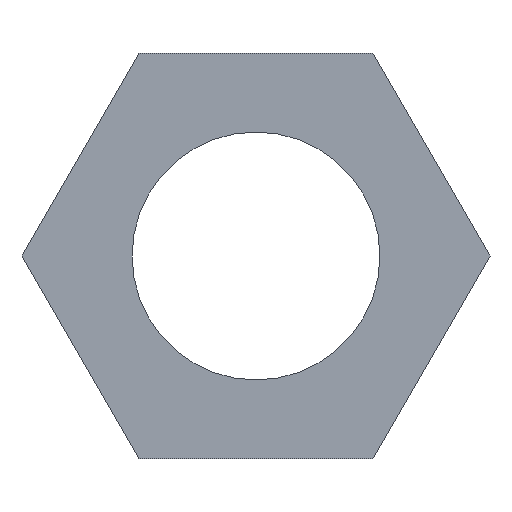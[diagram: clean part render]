
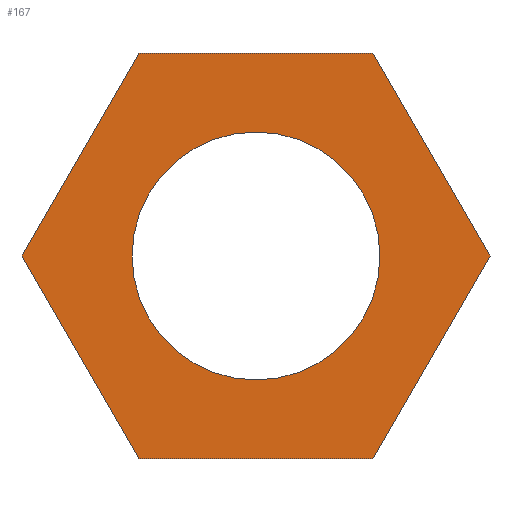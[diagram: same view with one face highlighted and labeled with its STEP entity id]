
A CAD part, front view. The second image highlights one B-rep face of the part: STEP entity #167.
In plain terms, the highlighted planar face has unit normal (0, -1, 0).
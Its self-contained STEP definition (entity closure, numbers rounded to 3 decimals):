
#15=LINE('',#233,#33);
#19=LINE('',#241,#37);
#22=LINE('',#247,#40);
#25=LINE('',#253,#43);
#28=LINE('',#259,#46);
#31=LINE('',#264,#49);
#33=VECTOR('',#192,4.495);
#37=VECTOR('',#198,4.495);
#40=VECTOR('',#203,4.495);
#43=VECTOR('',#208,4.495);
#46=VECTOR('',#213,4.495);
#49=VECTOR('',#218,4.495);
#57=PLANE('',#180);
#60=FACE_BOUND('',#80,.T.);
#69=FACE_OUTER_BOUND('',#79,.T.);
#79=EDGE_LOOP('',(#145,#146,#147,#148,#149,#150));
#80=EDGE_LOOP('',(#151));
#84=CIRCLE('',#173,2.382);
#86=VERTEX_POINT('',#228);
#87=VERTEX_POINT('',#231);
#88=VERTEX_POINT('',#232);
#91=VERTEX_POINT('',#240);
#93=VERTEX_POINT('',#246);
#95=VERTEX_POINT('',#252);
#97=VERTEX_POINT('',#258);
#100=EDGE_CURVE('',#86,#86,#84,.T.);
#101=EDGE_CURVE('',#87,#88,#15,.T.);
#105=EDGE_CURVE('',#88,#91,#19,.T.);
#108=EDGE_CURVE('',#91,#93,#22,.T.);
#111=EDGE_CURVE('',#93,#95,#25,.T.);
#114=EDGE_CURVE('',#95,#97,#28,.T.);
#117=EDGE_CURVE('',#97,#87,#31,.T.);
#145=ORIENTED_EDGE('',*,*,#117,.T.);
#146=ORIENTED_EDGE('',*,*,#101,.T.);
#147=ORIENTED_EDGE('',*,*,#105,.T.);
#148=ORIENTED_EDGE('',*,*,#108,.T.);
#149=ORIENTED_EDGE('',*,*,#111,.T.);
#150=ORIENTED_EDGE('',*,*,#114,.T.);
#151=ORIENTED_EDGE('',*,*,#100,.T.);
#167=ADVANCED_FACE('',(#69,#60),#57,.F.);
#173=AXIS2_PLACEMENT_3D('',#229,#188,#189);
#180=AXIS2_PLACEMENT_3D('',#266,#220,#221);
#188=DIRECTION('center_axis',(0.,1.,0.));
#189=DIRECTION('ref_axis',(1.,0.,0.));
#192=DIRECTION('',(-1.,0.,0.));
#198=DIRECTION('',(-0.5,0.,-0.866));
#203=DIRECTION('',(0.5,0.,-0.866));
#208=DIRECTION('',(1.,0.,0.));
#213=DIRECTION('',(0.5,0.,0.866));
#218=DIRECTION('',(-0.5,0.,0.866));
#220=DIRECTION('center_axis',(0.,1.,0.));
#221=DIRECTION('ref_axis',(0.,0.,1.));
#228=CARTESIAN_POINT('',(-2.382,0.,0.));
#229=CARTESIAN_POINT('Origin',(0.,0.,0.));
#231=CARTESIAN_POINT('',(2.248,0.,3.893));
#232=CARTESIAN_POINT('',(-2.248,0.,3.893));
#233=CARTESIAN_POINT('',(2.248,0.,3.893));
#240=CARTESIAN_POINT('',(-4.495,0.,0.));
#241=CARTESIAN_POINT('',(-2.248,0.,3.893));
#246=CARTESIAN_POINT('',(-2.248,0.,-3.893));
#247=CARTESIAN_POINT('',(-4.495,0.,0.));
#252=CARTESIAN_POINT('',(2.248,0.,-3.893));
#253=CARTESIAN_POINT('',(-2.248,0.,-3.893));
#258=CARTESIAN_POINT('',(4.495,0.,0.));
#259=CARTESIAN_POINT('',(2.248,0.,-3.893));
#264=CARTESIAN_POINT('',(4.495,0.,0.));
#266=CARTESIAN_POINT('Origin',(0.,0.,0.));
